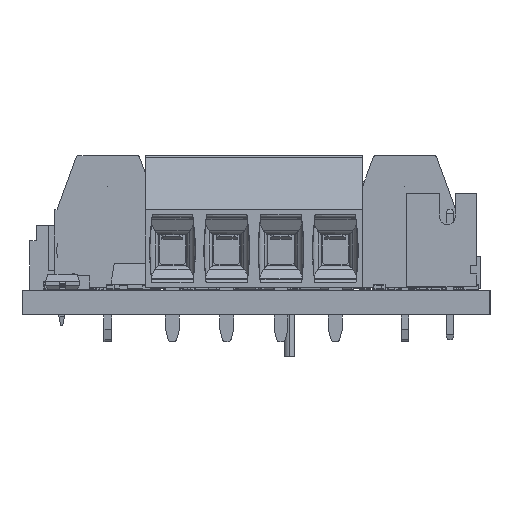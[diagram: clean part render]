
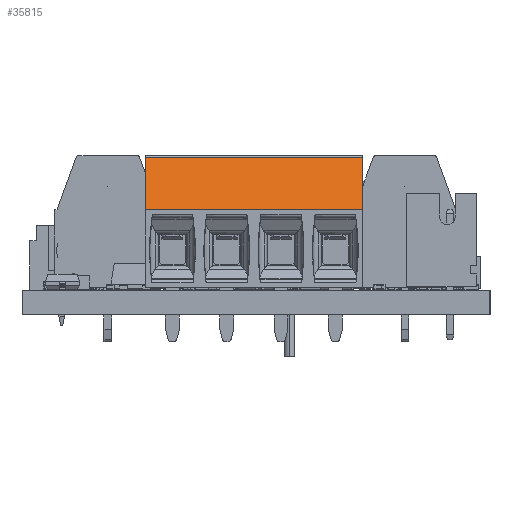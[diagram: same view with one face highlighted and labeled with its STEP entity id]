
A CAD part, left-side view. The second image highlights one B-rep face of the part: STEP entity #35815.
In plain terms, the highlighted face is planar.
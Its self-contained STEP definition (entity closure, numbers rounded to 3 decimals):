
#22505 = PLANE('',#22506);
#22506 = AXIS2_PLACEMENT_3D('',#22507,#22508,#22509);
#22507 = CARTESIAN_POINT('',(-7.,0.,0.));
#22508 = DIRECTION('',(1.,0.,0.));
#22509 = DIRECTION('',(0.,-1.,0.));
#22699 = VERTEX_POINT('',#22700);
#22700 = CARTESIAN_POINT('',(-7.,5.968,-1.402));
#22715 = CYLINDRICAL_SURFACE('',#22716,0.2);
#22716 = AXIS2_PLACEMENT_3D('',#22717,#22718,#22719);
#22717 = CARTESIAN_POINT('',(-7.,5.9,-1.59));
#22718 = DIRECTION('',(1.,0.,0.));
#22719 = DIRECTION('',(0.,-1.,0.));
#22727 = EDGE_CURVE('',#22699,#22728,#22730,.T.);
#22728 = VERTEX_POINT('',#22729);
#22729 = CARTESIAN_POINT('',(-7.,2.6,-0.176));
#22730 = SURFACE_CURVE('',#22731,(#22735,#22742),.PCURVE_S1.);
#22731 = LINE('',#22732,#22733);
#22732 = CARTESIAN_POINT('',(-7.,5.968,-1.402));
#22733 = VECTOR('',#22734,1.);
#22734 = DIRECTION('',(0.,-0.94,0.342));
#22735 = PCURVE('',#22505,#22736);
#22736 = DEFINITIONAL_REPRESENTATION('',(#22737),#22741);
#22737 = LINE('',#22738,#22739);
#22738 = CARTESIAN_POINT('',(-5.968,1.402));
#22739 = VECTOR('',#22740,1.);
#22740 = DIRECTION('',(0.94,-0.342));
#22741 = ( GEOMETRIC_REPRESENTATION_CONTEXT(2) 
PARAMETRIC_REPRESENTATION_CONTEXT() REPRESENTATION_CONTEXT('2D SPACE',''
  ) );
#22742 = PCURVE('',#22743,#22748);
#22743 = PLANE('',#22744);
#22744 = AXIS2_PLACEMENT_3D('',#22745,#22746,#22747);
#22745 = CARTESIAN_POINT('',(-7.,5.968,-1.402));
#22746 = DIRECTION('',(0.,0.342,0.94));
#22747 = DIRECTION('',(0.,-0.94,0.342));
#22748 = DEFINITIONAL_REPRESENTATION('',(#22749),#22753);
#22749 = LINE('',#22750,#22751);
#22750 = CARTESIAN_POINT('',(0.,0.));
#22751 = VECTOR('',#22752,1.);
#22752 = DIRECTION('',(1.,0.));
#22753 = ( GEOMETRIC_REPRESENTATION_CONTEXT(2) 
PARAMETRIC_REPRESENTATION_CONTEXT() REPRESENTATION_CONTEXT('2D SPACE',''
  ) );
#22769 = PLANE('',#22770);
#22770 = AXIS2_PLACEMENT_3D('',#22771,#22772,#22773);
#22771 = CARTESIAN_POINT('',(-7.,2.6,-0.176));
#22772 = DIRECTION('',(0.,1.,0.));
#22773 = DIRECTION('',(0.,-0.,1.));
#22823 = PLANE('',#22824);
#22824 = AXIS2_PLACEMENT_3D('',#22825,#22826,#22827);
#22825 = CARTESIAN_POINT('',(7.,0.,0.));
#22826 = DIRECTION('',(1.,0.,0.));
#22827 = DIRECTION('',(0.,-1.,0.));
#35772 = VERTEX_POINT('',#35773);
#35773 = CARTESIAN_POINT('',(7.,2.6,-0.176));
#35794 = EDGE_CURVE('',#22728,#35772,#35795,.T.);
#35795 = SURFACE_CURVE('',#35796,(#35800,#35807),.PCURVE_S1.);
#35796 = LINE('',#35797,#35798);
#35797 = CARTESIAN_POINT('',(-7.,2.6,-0.176));
#35798 = VECTOR('',#35799,1.);
#35799 = DIRECTION('',(1.,0.,0.));
#35800 = PCURVE('',#22769,#35801);
#35801 = DEFINITIONAL_REPRESENTATION('',(#35802),#35806);
#35802 = LINE('',#35803,#35804);
#35803 = CARTESIAN_POINT('',(0.,0.));
#35804 = VECTOR('',#35805,1.);
#35805 = DIRECTION('',(0.,1.));
#35806 = ( GEOMETRIC_REPRESENTATION_CONTEXT(2) 
PARAMETRIC_REPRESENTATION_CONTEXT() REPRESENTATION_CONTEXT('2D SPACE',''
  ) );
#35807 = PCURVE('',#22743,#35808);
#35808 = DEFINITIONAL_REPRESENTATION('',(#35809),#35813);
#35809 = LINE('',#35810,#35811);
#35810 = CARTESIAN_POINT('',(3.585,0.));
#35811 = VECTOR('',#35812,1.);
#35812 = DIRECTION('',(0.,1.));
#35813 = ( GEOMETRIC_REPRESENTATION_CONTEXT(2) 
PARAMETRIC_REPRESENTATION_CONTEXT() REPRESENTATION_CONTEXT('2D SPACE',''
  ) );
#35815 = ADVANCED_FACE('',(#35816),#22743,.T.);
#35816 = FACE_BOUND('',#35817,.F.);
#35817 = EDGE_LOOP('',(#35818,#35819,#35842,#35863));
#35818 = ORIENTED_EDGE('',*,*,#22727,.F.);
#35819 = ORIENTED_EDGE('',*,*,#35820,.T.);
#35820 = EDGE_CURVE('',#22699,#35821,#35823,.T.);
#35821 = VERTEX_POINT('',#35822);
#35822 = CARTESIAN_POINT('',(7.,5.968,-1.402));
#35823 = SURFACE_CURVE('',#35824,(#35828,#35835),.PCURVE_S1.);
#35824 = LINE('',#35825,#35826);
#35825 = CARTESIAN_POINT('',(-7.,5.968,-1.402));
#35826 = VECTOR('',#35827,1.);
#35827 = DIRECTION('',(1.,0.,0.));
#35828 = PCURVE('',#22743,#35829);
#35829 = DEFINITIONAL_REPRESENTATION('',(#35830),#35834);
#35830 = LINE('',#35831,#35832);
#35831 = CARTESIAN_POINT('',(0.,0.));
#35832 = VECTOR('',#35833,1.);
#35833 = DIRECTION('',(0.,1.));
#35834 = ( GEOMETRIC_REPRESENTATION_CONTEXT(2) 
PARAMETRIC_REPRESENTATION_CONTEXT() REPRESENTATION_CONTEXT('2D SPACE',''
  ) );
#35835 = PCURVE('',#22715,#35836);
#35836 = DEFINITIONAL_REPRESENTATION('',(#35837),#35841);
#35837 = LINE('',#35838,#35839);
#35838 = CARTESIAN_POINT('',(4.363,0.));
#35839 = VECTOR('',#35840,1.);
#35840 = DIRECTION('',(0.,1.));
#35841 = ( GEOMETRIC_REPRESENTATION_CONTEXT(2) 
PARAMETRIC_REPRESENTATION_CONTEXT() REPRESENTATION_CONTEXT('2D SPACE',''
  ) );
#35842 = ORIENTED_EDGE('',*,*,#35843,.T.);
#35843 = EDGE_CURVE('',#35821,#35772,#35844,.T.);
#35844 = SURFACE_CURVE('',#35845,(#35849,#35856),.PCURVE_S1.);
#35845 = LINE('',#35846,#35847);
#35846 = CARTESIAN_POINT('',(7.,5.968,-1.402));
#35847 = VECTOR('',#35848,1.);
#35848 = DIRECTION('',(0.,-0.94,0.342));
#35849 = PCURVE('',#22743,#35850);
#35850 = DEFINITIONAL_REPRESENTATION('',(#35851),#35855);
#35851 = LINE('',#35852,#35853);
#35852 = CARTESIAN_POINT('',(0.,14.));
#35853 = VECTOR('',#35854,1.);
#35854 = DIRECTION('',(1.,0.));
#35855 = ( GEOMETRIC_REPRESENTATION_CONTEXT(2) 
PARAMETRIC_REPRESENTATION_CONTEXT() REPRESENTATION_CONTEXT('2D SPACE',''
  ) );
#35856 = PCURVE('',#22823,#35857);
#35857 = DEFINITIONAL_REPRESENTATION('',(#35858),#35862);
#35858 = LINE('',#35859,#35860);
#35859 = CARTESIAN_POINT('',(-5.968,1.402));
#35860 = VECTOR('',#35861,1.);
#35861 = DIRECTION('',(0.94,-0.342));
#35862 = ( GEOMETRIC_REPRESENTATION_CONTEXT(2) 
PARAMETRIC_REPRESENTATION_CONTEXT() REPRESENTATION_CONTEXT('2D SPACE',''
  ) );
#35863 = ORIENTED_EDGE('',*,*,#35794,.F.);
